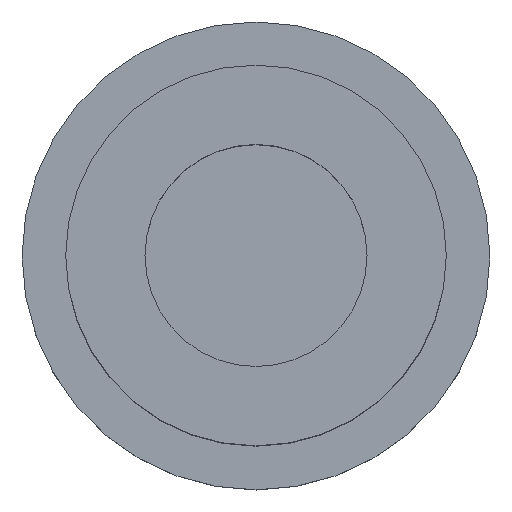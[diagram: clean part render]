
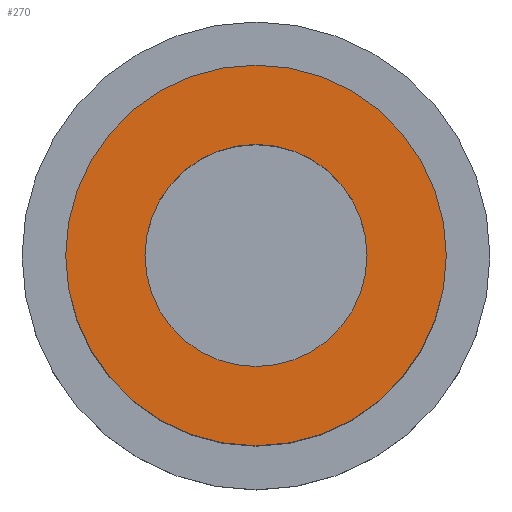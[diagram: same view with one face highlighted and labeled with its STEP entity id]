
A CAD part, top view. The second image highlights one B-rep face of the part: STEP entity #270.
In plain terms, the highlighted planar face has unit normal (0, 0, 1).
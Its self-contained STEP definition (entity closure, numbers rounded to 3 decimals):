
#1=CARTESIAN_POINT('',(0.,0.,6.6));
#2=DIRECTION('',(0.,0.,1.));
#3=DIRECTION('',(1.,0.,0.));
#4=AXIS2_PLACEMENT_3D('',#1,#2,#3);
#6=CARTESIAN_POINT('',(0.,0.,6.6));
#7=DIRECTION('',(0.,0.,1.));
#8=DIRECTION('',(-1.,0.,0.));
#9=AXIS2_PLACEMENT_3D('',#6,#7,#8);
#11=CARTESIAN_POINT('',(0.,0.,6.6));
#12=DIRECTION('',(0.,0.,1.));
#13=DIRECTION('',(1.,0.,0.));
#14=AXIS2_PLACEMENT_3D('',#11,#12,#13);
#16=CARTESIAN_POINT('',(0.,0.,6.6));
#17=DIRECTION('',(0.,0.,1.));
#18=DIRECTION('',(-1.,0.,0.));
#19=AXIS2_PLACEMENT_3D('',#16,#17,#18);
#197=CARTESIAN_POINT('',(4.8,0.,6.6));
#198=CARTESIAN_POINT('',(-4.8,0.,6.6));
#199=VERTEX_POINT('',#197);
#200=VERTEX_POINT('',#198);
#249=CARTESIAN_POINT('',(2.8,0.,6.6));
#250=CARTESIAN_POINT('',(-2.8,0.,6.6));
#251=VERTEX_POINT('',#249);
#252=VERTEX_POINT('',#250);
#253=CARTESIAN_POINT('',(0.,0.,6.6));
#254=DIRECTION('',(0.,0.,1.));
#255=DIRECTION('',(1.,0.,0.));
#256=AXIS2_PLACEMENT_3D('',#253,#254,#255);
#257=PLANE('',#256);
#259=ORIENTED_EDGE('',*,*,#258,.F.);
#261=ORIENTED_EDGE('',*,*,#260,.F.);
#262=EDGE_LOOP('',(#259,#261));
#263=FACE_OUTER_BOUND('',#262,.F.);
#265=ORIENTED_EDGE('',*,*,#264,.T.);
#267=ORIENTED_EDGE('',*,*,#266,.T.);
#268=EDGE_LOOP('',(#265,#267));
#269=FACE_BOUND('',#268,.F.);
#270=ADVANCED_FACE('',(#263,#269),#257,.T.);
#5=CIRCLE('',#4,4.8);
#10=CIRCLE('',#9,4.8);
#15=CIRCLE('',#14,2.8);
#20=CIRCLE('',#19,2.8);
#258=EDGE_CURVE('',#199,#200,#5,.T.);
#260=EDGE_CURVE('',#200,#199,#10,.T.);
#264=EDGE_CURVE('',#251,#252,#15,.T.);
#266=EDGE_CURVE('',#252,#251,#20,.T.);
